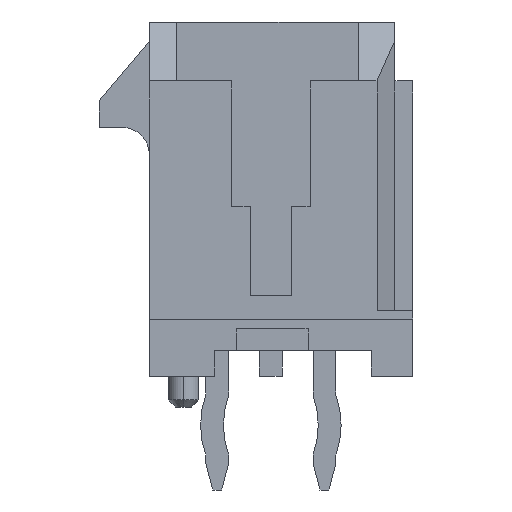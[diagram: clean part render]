
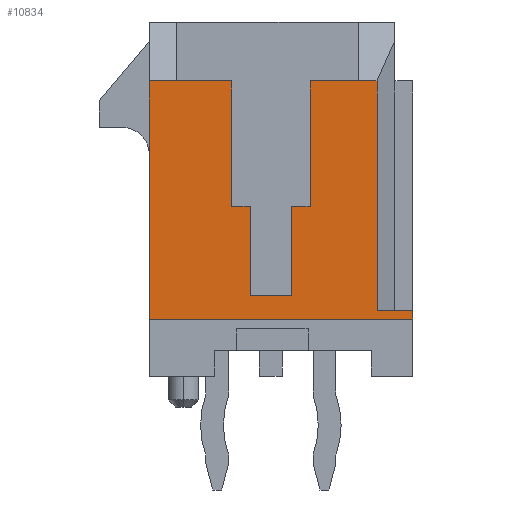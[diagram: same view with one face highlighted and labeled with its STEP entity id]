
A CAD part, left-side view. The second image highlights one B-rep face of the part: STEP entity #10834.
In plain terms, the highlighted planar face has unit normal (-1, 0, 0).
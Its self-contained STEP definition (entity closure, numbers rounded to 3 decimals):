
#1=DIRECTION('',(0.,0.,-1.));
#2=VECTOR('',#1,3.5);
#3=CARTESIAN_POINT('',(-16.825,-1.1,3.3));
#4=LINE('',#3,#2);
#5=DIRECTION('',(0.,1.,0.));
#6=VECTOR('',#5,1.35);
#7=CARTESIAN_POINT('',(-16.825,-2.45,3.3));
#8=LINE('',#7,#6);
#9=DIRECTION('',(0.,-1.,0.));
#10=VECTOR('',#9,0.52);
#11=CARTESIAN_POINT('',(-16.825,-2.45,3.3));
#12=LINE('',#11,#10);
#13=DIRECTION('',(0.,0.,-1.));
#14=VECTOR('',#13,6.41);
#15=CARTESIAN_POINT('',(-16.825,-2.97,3.3));
#16=LINE('',#15,#14);
#17=DIRECTION('',(0.,0.,-1.));
#18=VECTOR('',#17,0.25);
#19=CARTESIAN_POINT('',(-16.825,-3.97,-3.11));
#20=LINE('',#19,#18);
#21=DIRECTION('',(0.,1.,0.));
#22=VECTOR('',#21,7.37);
#23=CARTESIAN_POINT('',(-16.825,-3.97,-3.36));
#24=LINE('',#23,#22);
#25=DIRECTION('',(0.,0.,1.));
#26=VECTOR('',#25,6.66);
#27=CARTESIAN_POINT('',(-16.825,3.4,-3.36));
#28=LINE('',#27,#26);
#29=DIRECTION('',(0.,-1.,0.));
#30=VECTOR('',#29,0.76);
#31=CARTESIAN_POINT('',(-16.825,3.4,3.3));
#32=LINE('',#31,#30);
#33=DIRECTION('',(0.,1.,0.));
#34=VECTOR('',#33,1.54);
#35=CARTESIAN_POINT('',(-16.825,1.1,3.3));
#36=LINE('',#35,#34);
#37=DIRECTION('',(0.,0.,-1.));
#38=VECTOR('',#37,3.5);
#39=CARTESIAN_POINT('',(-16.825,1.1,3.3));
#40=LINE('',#39,#38);
#41=DIRECTION('',(0.,1.,0.));
#42=VECTOR('',#41,0.525);
#43=CARTESIAN_POINT('',(-16.825,0.575,-0.2));
#44=LINE('',#43,#42);
#45=DIRECTION('',(0.,0.,1.));
#46=VECTOR('',#45,2.5);
#47=CARTESIAN_POINT('',(-16.825,0.575,-2.7));
#48=LINE('',#47,#46);
#49=DIRECTION('',(0.,1.,0.));
#50=VECTOR('',#49,1.15);
#51=CARTESIAN_POINT('',(-16.825,-0.575,-2.7));
#52=LINE('',#51,#50);
#53=DIRECTION('',(0.,0.,-1.));
#54=VECTOR('',#53,2.5);
#55=CARTESIAN_POINT('',(-16.825,-0.575,-0.2));
#56=LINE('',#55,#54);
#57=DIRECTION('',(0.,1.,0.));
#58=VECTOR('',#57,0.525);
#59=CARTESIAN_POINT('',(-16.825,-1.1,-0.2));
#60=LINE('',#59,#58);
#3611=DIRECTION('',(0.,1.,0.));
#3612=VECTOR('',#3611,1.);
#3613=CARTESIAN_POINT('',(-16.825,-3.97,-3.11));
#3614=LINE('',#3613,#3612);
#8188=CARTESIAN_POINT('',(-16.825,3.4,3.3));
#8190=VERTEX_POINT('',#8188);
#8237=CARTESIAN_POINT('',(-16.825,-3.97,-3.11));
#8238=CARTESIAN_POINT('',(-16.825,-2.97,-3.11));
#8239=VERTEX_POINT('',#8237);
#8240=VERTEX_POINT('',#8238);
#8245=CARTESIAN_POINT('',(-16.825,2.64,3.3));
#8246=VERTEX_POINT('',#8245);
#8247=CARTESIAN_POINT('',(-16.825,-2.45,3.3));
#8248=VERTEX_POINT('',#8247);
#8521=CARTESIAN_POINT('',(-16.825,-1.1,3.3));
#8522=CARTESIAN_POINT('',(-16.825,-1.1,-0.2));
#8523=VERTEX_POINT('',#8521);
#8524=VERTEX_POINT('',#8522);
#8525=CARTESIAN_POINT('',(-16.825,-0.575,-0.2));
#8526=VERTEX_POINT('',#8525);
#8527=CARTESIAN_POINT('',(-16.825,-0.575,-2.7));
#8528=VERTEX_POINT('',#8527);
#8529=CARTESIAN_POINT('',(-16.825,0.575,-2.7));
#8530=VERTEX_POINT('',#8529);
#8531=CARTESIAN_POINT('',(-16.825,0.575,-0.2));
#8532=VERTEX_POINT('',#8531);
#8533=CARTESIAN_POINT('',(-16.825,1.1,-0.2));
#8534=VERTEX_POINT('',#8533);
#8535=CARTESIAN_POINT('',(-16.825,1.1,3.3));
#8536=VERTEX_POINT('',#8535);
#9885=CARTESIAN_POINT('',(-16.825,-3.97,-3.36));
#9886=CARTESIAN_POINT('',(-16.825,3.4,-3.36));
#9887=VERTEX_POINT('',#9885);
#9888=VERTEX_POINT('',#9886);
#9917=CARTESIAN_POINT('',(-16.825,-2.97,3.3));
#9918=VERTEX_POINT('',#9917);
#10795=CARTESIAN_POINT('',(-16.825,0.,0.));
#10796=DIRECTION('',(1.,0.,0.));
#10797=DIRECTION('',(0.,0.,-1.));
#10798=AXIS2_PLACEMENT_3D('',#10795,#10796,#10797);
#10799=PLANE('',#10798);
#10801=ORIENTED_EDGE('',*,*,#10800,.F.);
#10803=ORIENTED_EDGE('',*,*,#10802,.F.);
#10805=ORIENTED_EDGE('',*,*,#10804,.T.);
#10807=ORIENTED_EDGE('',*,*,#10806,.T.);
#10809=ORIENTED_EDGE('',*,*,#10808,.F.);
#10811=ORIENTED_EDGE('',*,*,#10810,.T.);
#10813=ORIENTED_EDGE('',*,*,#10812,.T.);
#10815=ORIENTED_EDGE('',*,*,#10814,.T.);
#10817=ORIENTED_EDGE('',*,*,#10816,.T.);
#10819=ORIENTED_EDGE('',*,*,#10818,.F.);
#10821=ORIENTED_EDGE('',*,*,#10820,.T.);
#10823=ORIENTED_EDGE('',*,*,#10822,.F.);
#10825=ORIENTED_EDGE('',*,*,#10824,.F.);
#10827=ORIENTED_EDGE('',*,*,#10826,.F.);
#10829=ORIENTED_EDGE('',*,*,#10828,.F.);
#10831=ORIENTED_EDGE('',*,*,#10830,.F.);
#10832=EDGE_LOOP('',(#10801,#10803,#10805,#10807,#10809,#10811,#10813,#10815,
#10817,#10819,#10821,#10823,#10825,#10827,#10829,#10831));
#10833=FACE_OUTER_BOUND('',#10832,.F.);
#10834=ADVANCED_FACE('',(#10833),#10799,.F.);
#10800=EDGE_CURVE('',#8523,#8524,#4,.T.);
#10802=EDGE_CURVE('',#8248,#8523,#8,.T.);
#10804=EDGE_CURVE('',#8248,#9918,#12,.T.);
#10806=EDGE_CURVE('',#9918,#8240,#16,.T.);
#10808=EDGE_CURVE('',#8239,#8240,#3614,.T.);
#10810=EDGE_CURVE('',#8239,#9887,#20,.T.);
#10812=EDGE_CURVE('',#9887,#9888,#24,.T.);
#10814=EDGE_CURVE('',#9888,#8190,#28,.T.);
#10816=EDGE_CURVE('',#8190,#8246,#32,.T.);
#10818=EDGE_CURVE('',#8536,#8246,#36,.T.);
#10820=EDGE_CURVE('',#8536,#8534,#40,.T.);
#10822=EDGE_CURVE('',#8532,#8534,#44,.T.);
#10824=EDGE_CURVE('',#8530,#8532,#48,.T.);
#10826=EDGE_CURVE('',#8528,#8530,#52,.T.);
#10828=EDGE_CURVE('',#8526,#8528,#56,.T.);
#10830=EDGE_CURVE('',#8524,#8526,#60,.T.);
